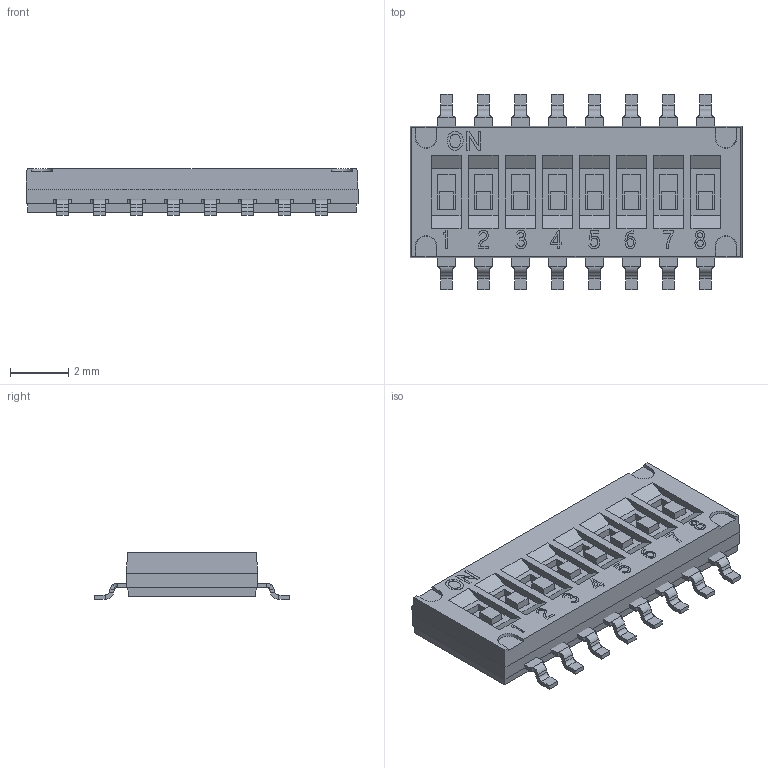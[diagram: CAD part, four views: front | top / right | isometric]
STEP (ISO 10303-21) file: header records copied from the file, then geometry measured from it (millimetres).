
FILE_DESCRIPTION(('STEP AP214'), '1');
FILE_NAME('DIP-DHN', '2020-06-15T11:10:58', ('AF'), (''), 'UNSPECIFIED', 'UNSPECIFIED', '');
FILE_SCHEMA(('AUTOMOTIVE_DESIGN { 1 0 10303 214 3 1 1}'));
Length unit declared in the file: millimetre
Assembly tree (16 placements, depth 2):
  (unnamed)
    (unnamed)  x8
    (unnamed)  x8
Bounding box: 11.39 x 6.7 x 1.6 mm (x, y, z)
Volume: 74.2 mm3; surface area: 249.5 mm2
Topology: 25 solids, 25 shells, 716 faces, 1681 edges, 1070 vertices
Faces by surface type: plane 563, cylinder 117, bspline 32, cone 4
Full cylindrical faces by diameter (mm): 0.175 x1, 0.221 x1
Entity records: 12374 total; most frequent: CARTESIAN_POINT 1715, DIRECTION 1565, ORIENTED_EDGE 1494, EDGE_CURVE 747, LINE 673, VECTOR 673, VERTEX_POINT 486, AXIS2_PLACEMENT_3D 446
